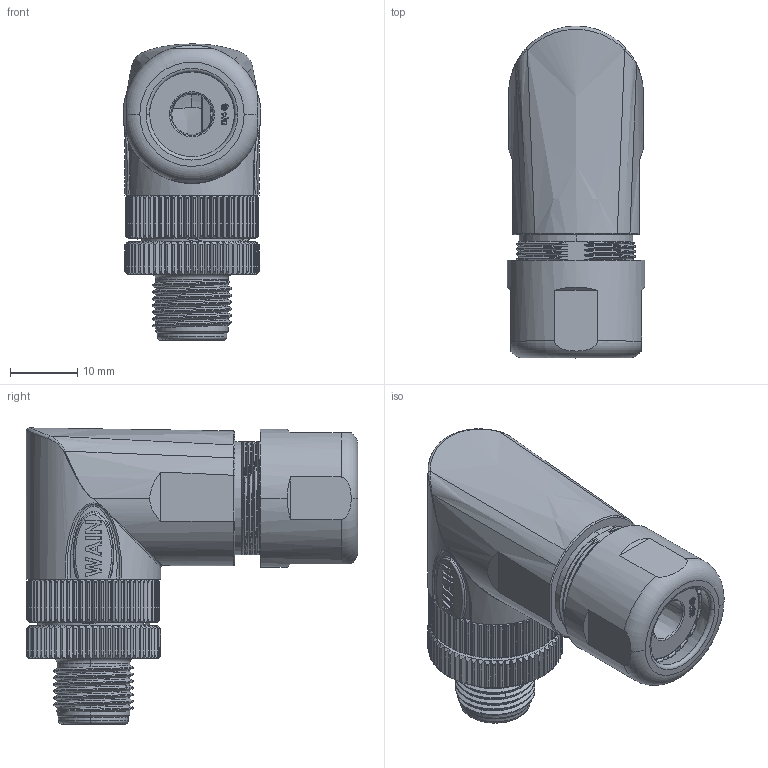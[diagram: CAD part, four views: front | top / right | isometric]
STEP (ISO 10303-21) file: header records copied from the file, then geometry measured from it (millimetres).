
FILE_DESCRIPTION((''),'2;1');
FILE_NAME('3D_1630045112001_M12-M04A-S-D6-','2017-07-19T',('zq.xu'),(''),'PRO/ENGINEER BY PARAMETRIC TECHNOLOGY CORPORATION, 2012480','PRO/ENGINEER BY PARAMETRIC TECHNOLOGY CORPORATION, 2012480','');
FILE_SCHEMA(('AUTOMOTIVE_DESIGN { 1 0 10303 214 1 1 1 1 }'));
Products named in the file (1): 3D_1630045112001_M12-M04A-S-D6-
Bounding box: 20.5 x 49.3 x 44 mm (x, y, z)
Volume: 13236.5 mm3; surface area: 18197.1 mm2
Topology: 1 solids, 1 shells, 2543 faces, 7091 edges, 4528 vertices
Faces by surface type: cylinder 713, plane 684, cone 378, bspline 368, torus 241, sphere 96, extrusion 63
Entity records: 120356 total; most frequent: CARTESIAN_POINT 60303, ORIENTED_EDGE 14134, DIRECTION 10536, EDGE_CURVE 7067, VERTEX_POINT 4528, AXIS2_PLACEMENT_3D 4198, B_SPLINE_CURVE_WITH_KNOTS 2967, EDGE_LOOP 2659
